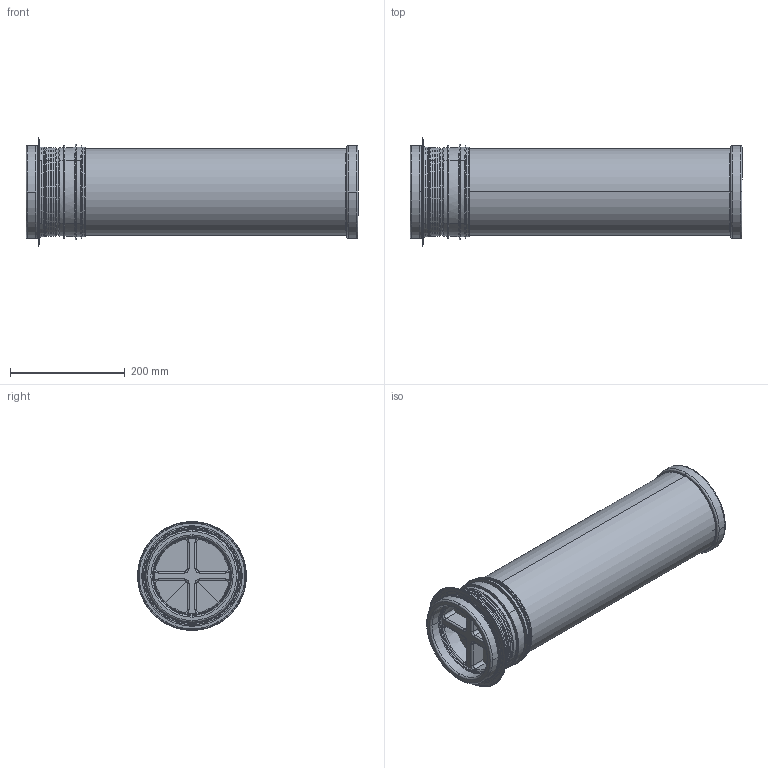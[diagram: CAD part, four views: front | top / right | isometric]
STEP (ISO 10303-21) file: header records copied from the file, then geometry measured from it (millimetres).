
FILE_DESCRIPTION(('STEP AP214'),'1');
FILE_NAME('4051029_V P-MRBS 150 Mauerkasten-Rohbau-Set.STP','2023-08-28T07:05:04',(' '),(' '),'Spatial InterOp 3D',' ',' ');
FILE_SCHEMA(('AUTOMOTIVE_DESIGN { 1 0 10303 214 1 1 1 1 }'));
Length unit declared in the file: millimetre
Products named in the file (9): ASSEM1; 4051029_V P-MRBS 150 Mauerkasten-Rohbau-Set
Assembly tree (8 placements, depth 3):
  4051029_V P-MRBS 150 Mauerkasten-Rohbau-Set
    (unnamed)
      ASSEM1
    (unnamed)
      ASSEM1
    (unnamed)
      ASSEM1
    (unnamed)
      ASSEM1
Bounding box: 579.7 x 189.87 x 189.87 mm (x, y, z)
Volume: 2141250.6 mm3; surface area: 842958.7 mm2
Topology: 4 solids, 4 shells, 1084 faces, 2666 edges, 1590 vertices
Faces by surface type: revolution 310, cylinder 272, torus 184, plane 166, bspline 80, cone 48, sphere 24
Entity records: 41759 total; most frequent: CARTESIAN_POINT 17337, ORIENTED_EDGE 5268, DIRECTION 4620, EDGE_CURVE 2634, AXIS2_PLACEMENT_3D 1849, VERTEX_POINT 1590, B_SPLINE_CURVE_WITH_KNOTS 1190, CIRCLE 1142
